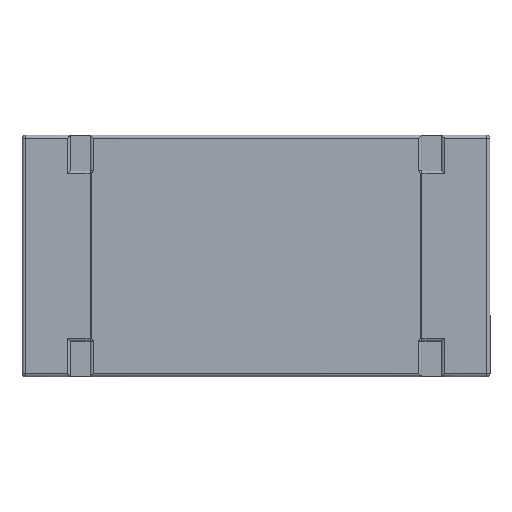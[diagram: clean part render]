
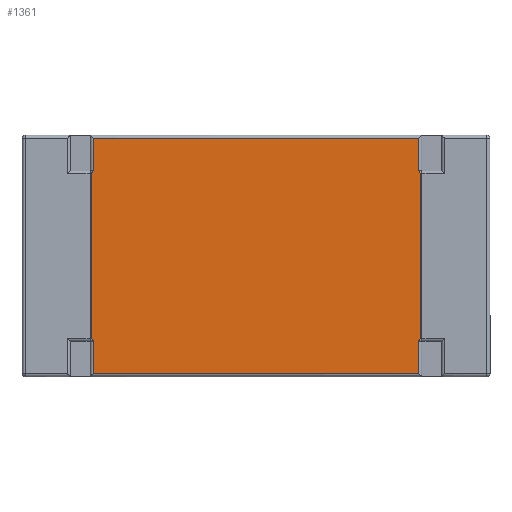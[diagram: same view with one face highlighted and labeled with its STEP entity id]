
A CAD part, top view. The second image highlights one B-rep face of the part: STEP entity #1361.
In plain terms, the highlighted planar face has unit normal (0, 0, 1).
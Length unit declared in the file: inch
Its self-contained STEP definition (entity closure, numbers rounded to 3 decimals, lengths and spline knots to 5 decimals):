
#95 = ORIENTED_EDGE ( 'NONE', *, *, #2259, .F. ) ;
#101 = VECTOR ( 'NONE', #1785, 39.37008 ) ;
#111 = VECTOR ( 'NONE', #1662, 39.37008 ) ;
#120 = CARTESIAN_POINT ( 'NONE',  ( -0.04248, 0., 0.02169 ) ) ;
#139 = VECTOR ( 'NONE', #1394, 39.37008 ) ;
#178 = VERTEX_POINT ( 'NONE', #625 ) ;
#184 = CARTESIAN_POINT ( 'NONE',  ( -0.04248, -0.02232, 0.02169 ) ) ;
#213 = DIRECTION ( 'NONE',  ( 0., 1., 0. ) ) ;
#220 = DIRECTION ( 'NONE',  ( -1., 0., 0. ) ) ;
#408 = VERTEX_POINT ( 'NONE', #661 ) ;
#599 = CARTESIAN_POINT ( 'NONE',  ( 0.04248, 0.02232, 0.02169 ) ) ;
#618 = ORIENTED_EDGE ( 'NONE', *, *, #1171, .T. ) ;
#621 = CARTESIAN_POINT ( 'NONE',  ( 0.04248, 0., 0.02169 ) ) ;
#622 = B_SPLINE_CURVE_WITH_KNOTS ( 'NONE', 3,
 ( #790, #863, #2433, #1977 ),
 .UNSPECIFIED., .F., .F.,
 ( 4, 4 ),
 ( 0., 1. ),
 .UNSPECIFIED. ) ;
#624 = LINE ( 'NONE', #2381, #2436 ) ;
#625 = CARTESIAN_POINT ( 'NONE',  ( 0.04302, -0.02153, 0.02169 ) ) ;
#638 = VERTEX_POINT ( 'NONE', #2652 ) ;
#643 = CARTESIAN_POINT ( 'NONE',  ( 0.0425, 0.02192, 0.02169 ) ) ;
#649 = CARTESIAN_POINT ( 'NONE',  ( 0.04248, 0., 0.02169 ) ) ;
#661 = CARTESIAN_POINT ( 'NONE',  ( 0.04248, 0.02232, 0.02169 ) ) ;
#680 = EDGE_CURVE ( 'NONE', #1115, #178, #622, .T. ) ;
#715 = CARTESIAN_POINT ( 'NONE',  ( 0.04276, 0.02174, 0.02169 ) ) ;
#738 = CARTESIAN_POINT ( 'NONE',  ( 0.09536, 0., 0.02169 ) ) ;
#778 = CARTESIAN_POINT ( 'NONE',  ( -0.04302, 0., 0.02169 ) ) ;
#790 = CARTESIAN_POINT ( 'NONE',  ( 0.04248, -0.02232, 0.02169 ) ) ;
#863 = CARTESIAN_POINT ( 'NONE',  ( 0.04249, -0.02197, 0.02169 ) ) ;
#883 = ORIENTED_EDGE ( 'NONE', *, *, #1689, .T. ) ;
#898 = VERTEX_POINT ( 'NONE', #2603 ) ;
#965 = VERTEX_POINT ( 'NONE', #1875 ) ;
#1015 = CARTESIAN_POINT ( 'NONE',  ( 0.04302, 0.02153, 0.02169 ) ) ;
#1026 = CARTESIAN_POINT ( 'NONE',  ( -0.04302, -0.02153, 0.02169 ) ) ;
#1027 = ORIENTED_EDGE ( 'NONE', *, *, #1860, .T. ) ;
#1115 = VERTEX_POINT ( 'NONE', #1945 ) ;
#1128 = ORIENTED_EDGE ( 'NONE', *, *, #2675, .T. ) ;
#1163 = CARTESIAN_POINT ( 'NONE',  ( -0.04248, -0.02232, 0.02169 ) ) ;
#1171 = EDGE_CURVE ( 'NONE', #408, #2064, #2450, .T. ) ;
#1177 = CARTESIAN_POINT ( 'NONE',  ( -0.0425, -0.02192, 0.02169 ) ) ;
#1199 = VECTOR ( 'NONE', #1343, 39.37008 ) ;
#1274 = EDGE_CURVE ( 'NONE', #2766, #2939, #2163, .T. ) ;
#1343 = DIRECTION ( 'NONE',  ( 1., 0., 0. ) ) ;
#1354 = CARTESIAN_POINT ( 'NONE',  ( 0.09536, 0.03071, 0.02169 ) ) ;
#1361 = ADVANCED_FACE ( 'NONE', ( #1823 ), #2761, .T. ) ;
#1394 = DIRECTION ( 'NONE',  ( 0., 1., 0. ) ) ;
#1435 = CARTESIAN_POINT ( 'NONE',  ( -0.04276, -0.02174, 0.02169 ) ) ;
#1461 = VERTEX_POINT ( 'NONE', #2118 ) ;
#1531 = ORIENTED_EDGE ( 'NONE', *, *, #2782, .F. ) ;
#1611 = EDGE_CURVE ( 'NONE', #1771, #2766, #2940, .T. ) ;
#1651 = LINE ( 'NONE', #1833, #2070 ) ;
#1661 = LINE ( 'NONE', #1354, #1199 ) ;
#1662 = DIRECTION ( 'NONE',  ( 0., -1., 0. ) ) ;
#1680 = VECTOR ( 'NONE', #1762, 39.37008 ) ;
#1689 = EDGE_CURVE ( 'NONE', #2096, #1115, #2864, .T. ) ;
#1762 = DIRECTION ( 'NONE',  ( 0., 1., 0. ) ) ;
#1771 = VERTEX_POINT ( 'NONE', #1836 ) ;
#1774 = CARTESIAN_POINT ( 'NONE',  ( -0.04248, 0., 0.02169 ) ) ;
#1785 = DIRECTION ( 'NONE',  ( 0., -1., 0. ) ) ;
#1788 = VECTOR ( 'NONE', #1894, 39.37008 ) ;
#1818 = EDGE_CURVE ( 'NONE', #898, #638, #2411, .T. ) ;
#1823 = FACE_OUTER_BOUND ( 'NONE', #2903, .T. ) ;
#1833 = CARTESIAN_POINT ( 'NONE',  ( 0.09536, -0.03071, 0.02169 ) ) ;
#1836 = CARTESIAN_POINT ( 'NONE',  ( -0.04302, -0.02153, 0.02169 ) ) ;
#1860 = EDGE_CURVE ( 'NONE', #965, #408, #1915, .T. ) ;
#1875 = CARTESIAN_POINT ( 'NONE',  ( 0.04302, 0.02153, 0.02169 ) ) ;
#1894 = DIRECTION ( 'NONE',  ( 0., -1., 0. ) ) ;
#1915 = B_SPLINE_CURVE_WITH_KNOTS ( 'NONE', 3,
 ( #1015, #715, #643, #599 ),
 .UNSPECIFIED., .F., .F.,
 ( 4, 4 ),
 ( 0., 1. ),
 .UNSPECIFIED. ) ;
#1945 = CARTESIAN_POINT ( 'NONE',  ( 0.04248, -0.02232, 0.02169 ) ) ;
#1977 = CARTESIAN_POINT ( 'NONE',  ( 0.04302, -0.02153, 0.02169 ) ) ;
#1993 = ORIENTED_EDGE ( 'NONE', *, *, #1818, .T. ) ;
#2064 = VERTEX_POINT ( 'NONE', #2905 ) ;
#2067 = CARTESIAN_POINT ( 'NONE',  ( -0.04273, 0.02169, 0.02169 ) ) ;
#2070 = VECTOR ( 'NONE', #220, 39.37008 ) ;
#2073 = CARTESIAN_POINT ( 'NONE',  ( -0.04249, 0.02197, 0.02169 ) ) ;
#2096 = VERTEX_POINT ( 'NONE', #2311 ) ;
#2110 = ORIENTED_EDGE ( 'NONE', *, *, #1274, .T. ) ;
#2118 = CARTESIAN_POINT ( 'NONE',  ( -0.04248, 0.03071, 0.02169 ) ) ;
#2136 = CARTESIAN_POINT ( 'NONE',  ( -0.04302, 0.02153, 0.02169 ) ) ;
#2163 = LINE ( 'NONE', #120, #1788 ) ;
#2165 = ORIENTED_EDGE ( 'NONE', *, *, #680, .T. ) ;
#2185 = ORIENTED_EDGE ( 'NONE', *, *, #1611, .T. ) ;
#2188 = CARTESIAN_POINT ( 'NONE',  ( -0.04248, 0.02232, 0.02169 ) ) ;
#2259 = EDGE_CURVE ( 'NONE', #1461, #2064, #1661, .T. ) ;
#2263 = LINE ( 'NONE', #778, #111 ) ;
#2311 = CARTESIAN_POINT ( 'NONE',  ( 0.04248, -0.03071, 0.02169 ) ) ;
#2315 = AXIS2_PLACEMENT_3D ( 'NONE', #738, #2757, #2356 ) ;
#2356 = DIRECTION ( 'NONE',  ( 0., 1., 0. ) ) ;
#2359 = EDGE_CURVE ( 'NONE', #178, #965, #624, .T. ) ;
#2381 = CARTESIAN_POINT ( 'NONE',  ( 0.04302, 0., 0.02169 ) ) ;
#2411 = B_SPLINE_CURVE_WITH_KNOTS ( 'NONE', 3,
 ( #2188, #2073, #2067, #2136 ),
 .UNSPECIFIED., .F., .F.,
 ( 4, 4 ),
 ( 0., 1. ),
 .UNSPECIFIED. ) ;
#2433 = CARTESIAN_POINT ( 'NONE',  ( 0.04273, -0.02169, 0.02169 ) ) ;
#2436 = VECTOR ( 'NONE', #213, 39.37008 ) ;
#2450 = LINE ( 'NONE', #621, #1680 ) ;
#2603 = CARTESIAN_POINT ( 'NONE',  ( -0.04248, 0.02232, 0.02169 ) ) ;
#2641 = CARTESIAN_POINT ( 'NONE',  ( -0.04248, -0.03071, 0.02169 ) ) ;
#2652 = CARTESIAN_POINT ( 'NONE',  ( -0.04302, 0.02153, 0.02169 ) ) ;
#2675 = EDGE_CURVE ( 'NONE', #638, #1771, #2263, .T. ) ;
#2732 = LINE ( 'NONE', #1774, #101 ) ;
#2757 = DIRECTION ( 'NONE',  ( 0., 0., 1. ) ) ;
#2761 = PLANE ( 'NONE',  #2315 ) ;
#2766 = VERTEX_POINT ( 'NONE', #184 ) ;
#2782 = EDGE_CURVE ( 'NONE', #2096, #2939, #1651, .T. ) ;
#2804 = ORIENTED_EDGE ( 'NONE', *, *, #2815, .T. ) ;
#2815 = EDGE_CURVE ( 'NONE', #1461, #898, #2732, .T. ) ;
#2847 = ORIENTED_EDGE ( 'NONE', *, *, #2359, .T. ) ;
#2864 = LINE ( 'NONE', #649, #139 ) ;
#2903 = EDGE_LOOP ( 'NONE', ( #618, #95, #2804, #1993, #1128, #2185, #2110, #1531, #883, #2165, #2847, #1027 ) ) ;
#2905 = CARTESIAN_POINT ( 'NONE',  ( 0.04248, 0.03071, 0.02169 ) ) ;
#2939 = VERTEX_POINT ( 'NONE', #2641 ) ;
#2940 = B_SPLINE_CURVE_WITH_KNOTS ( 'NONE', 3,
 ( #1026, #1435, #1177, #1163 ),
 .UNSPECIFIED., .F., .F.,
 ( 4, 4 ),
 ( 0., 1. ),
 .UNSPECIFIED. ) ;
